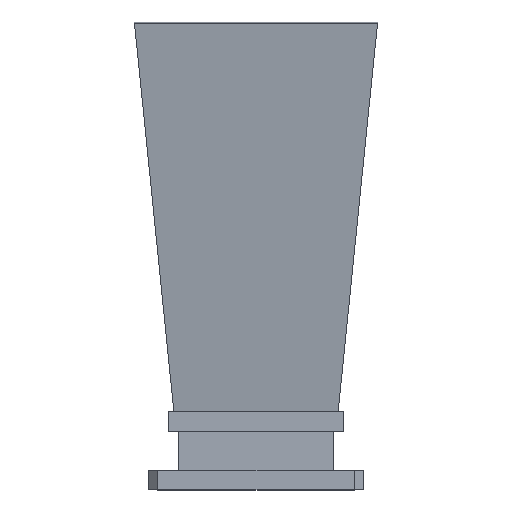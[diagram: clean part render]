
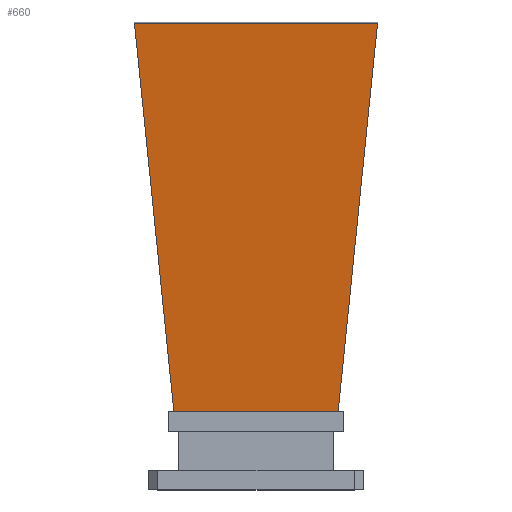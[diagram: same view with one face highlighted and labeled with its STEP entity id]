
A CAD part, top view. The second image highlights one B-rep face of the part: STEP entity #660.
In plain terms, the highlighted planar face has unit normal (0, -0.123, 0.992).
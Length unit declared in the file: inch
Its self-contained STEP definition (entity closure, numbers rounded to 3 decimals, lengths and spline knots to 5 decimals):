
#2 = CARTESIAN_POINT ( 'NONE',  ( 6.49659, 5.26193, 1.153 ) ) ;
#63 = VERTEX_POINT ( 'NONE', #1391 ) ;
#106 = VERTEX_POINT ( 'NONE', #1267 ) ;
#114 = LINE ( 'NONE', #2, #394 ) ;
#134 = EDGE_CURVE ( 'NONE', #1288, #63, #908, .T. ) ;
#150 = DIRECTION ( 'NONE',  ( 0., 0.123, -0.992 ) ) ;
#170 = FACE_OUTER_BOUND ( 'NONE', #429, .T. ) ;
#353 = CARTESIAN_POINT ( 'NONE',  ( -1.56668, 5.26193, 1.153 ) ) ;
#372 = EDGE_CURVE ( 'NONE', #1102, #106, #1062, .T. ) ;
#383 = EDGE_CURVE ( 'NONE', #106, #63, #1043, .T. ) ;
#394 = VECTOR ( 'NONE', #592, 39.37008 ) ;
#429 = EDGE_LOOP ( 'NONE', ( #1466, #929, #1140, #1444 ) ) ;
#441 = VECTOR ( 'NONE', #676, 39.37008 ) ;
#442 = CARTESIAN_POINT ( 'NONE',  ( -2.12261, 0.25, 0.53062 ) ) ;
#465 = DIRECTION ( 'NONE',  ( 0.1, -0.987, -0.123 ) ) ;
#505 = PLANE ( 'NONE',  #737 ) ;
#592 = DIRECTION ( 'NONE',  ( -1., 0., 0. ) ) ;
#660 = ADVANCED_FACE ( 'NONE', ( #170 ), #505, .F. ) ;
#676 = DIRECTION ( 'NONE',  ( -0.1, -0.987, -0.123 ) ) ;
#737 = AXIS2_PLACEMENT_3D ( 'NONE', #994, #150, #1377 ) ;
#809 = CARTESIAN_POINT ( 'NONE',  ( -1.10337, 0.688, 0.58501 ) ) ;
#908 = LINE ( 'NONE', #1516, #441 ) ;
#915 = DIRECTION ( 'NONE',  ( 1., 0., 0. ) ) ;
#929 = ORIENTED_EDGE ( 'NONE', *, *, #372, .T. ) ;
#994 = CARTESIAN_POINT ( 'NONE',  ( 6.49659, 0.15, 0.51821 ) ) ;
#1043 = LINE ( 'NONE', #442, #1361 ) ;
#1062 = LINE ( 'NONE', #809, #1284 ) ;
#1102 = VERTEX_POINT ( 'NONE', #353 ) ;
#1140 = ORIENTED_EDGE ( 'NONE', *, *, #383, .T. ) ;
#1267 = CARTESIAN_POINT ( 'NONE',  ( -1.059, 0.25, 0.53062 ) ) ;
#1284 = VECTOR ( 'NONE', #465, 39.37008 ) ;
#1288 = VERTEX_POINT ( 'NONE', #1501 ) ;
#1361 = VECTOR ( 'NONE', #915, 39.37008 ) ;
#1377 = DIRECTION ( 'NONE',  ( 0., 0.992, 0.123 ) ) ;
#1391 = CARTESIAN_POINT ( 'NONE',  ( 1.059, 0.25, 0.53062 ) ) ;
#1444 = ORIENTED_EDGE ( 'NONE', *, *, #134, .F. ) ;
#1466 = ORIENTED_EDGE ( 'NONE', *, *, #1580, .T. ) ;
#1501 = CARTESIAN_POINT ( 'NONE',  ( 1.56668, 5.26193, 1.153 ) ) ;
#1516 = CARTESIAN_POINT ( 'NONE',  ( 1.10337, 0.688, 0.58501 ) ) ;
#1580 = EDGE_CURVE ( 'NONE', #1288, #1102, #114, .T. ) ;
